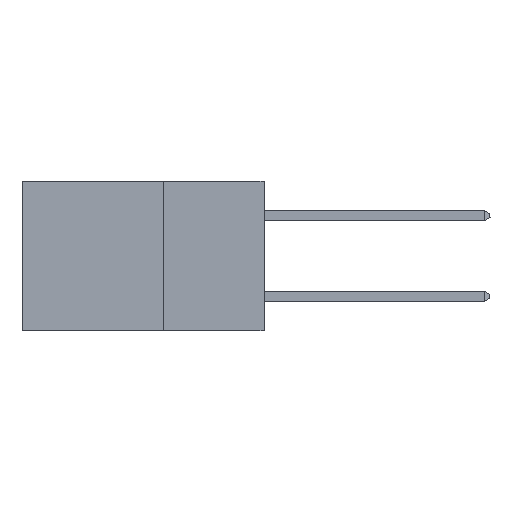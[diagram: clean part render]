
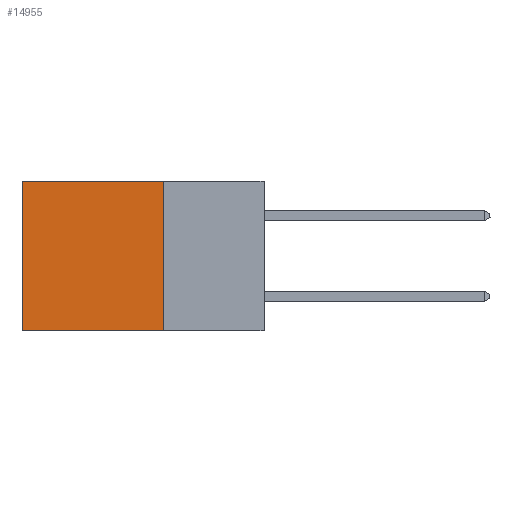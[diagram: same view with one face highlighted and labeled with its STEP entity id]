
A CAD part, left-side view. The second image highlights one B-rep face of the part: STEP entity #14955.
In plain terms, the highlighted planar face has unit normal (-1, 0, 0).
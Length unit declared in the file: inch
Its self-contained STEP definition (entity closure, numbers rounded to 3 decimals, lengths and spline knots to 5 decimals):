
#205 = VERTEX_POINT ( 'NONE', #7047 ) ;
#515 = ORIENTED_EDGE ( 'NONE', *, *, #6997, .F. ) ;
#737 = CARTESIAN_POINT ( 'NONE',  ( 0.298, 0.25, 0. ) ) ;
#891 = CARTESIAN_POINT ( 'NONE',  ( 0.298, 0.25, -0.37 ) ) ;
#1213 = DIRECTION ( 'NONE',  ( 0., 1., 0. ) ) ;
#1417 = CARTESIAN_POINT ( 'NONE',  ( 0.298, 0.25, 0. ) ) ;
#2873 = VERTEX_POINT ( 'NONE', #1417 ) ;
#3598 = LINE ( 'NONE', #6325, #11101 ) ;
#3869 = CARTESIAN_POINT ( 'NONE',  ( 0.298, 0.25, 0. ) ) ;
#5595 = ORIENTED_EDGE ( 'NONE', *, *, #21460, .T. ) ;
#6061 = DIRECTION ( 'NONE',  ( 0., 1., 0. ) ) ;
#6085 = EDGE_CURVE ( 'NONE', #2873, #13707, #20617, .T. ) ;
#6325 = CARTESIAN_POINT ( 'NONE',  ( 0.298, 0.25, -0.37 ) ) ;
#6492 = CARTESIAN_POINT ( 'NONE',  ( 0.298, 0.6, 0. ) ) ;
#6758 = CARTESIAN_POINT ( 'NONE',  ( 0.298, 0.6, 0. ) ) ;
#6767 = LINE ( 'NONE', #6492, #14274 ) ;
#6997 = EDGE_CURVE ( 'NONE', #13707, #205, #3598, .T. ) ;
#7047 = CARTESIAN_POINT ( 'NONE',  ( 0.298, 0.6, -0.37 ) ) ;
#7133 = VECTOR ( 'NONE', #17252, 39.37008 ) ;
#7261 = DIRECTION ( 'NONE',  ( 0., 0., -1. ) ) ;
#8069 = DIRECTION ( 'NONE',  ( 0., 0., -1. ) ) ;
#9761 = VERTEX_POINT ( 'NONE', #6758 ) ;
#10568 = ORIENTED_EDGE ( 'NONE', *, *, #6085, .F. ) ;
#10824 = EDGE_CURVE ( 'NONE', #2873, #9761, #21195, .T. ) ;
#11101 = VECTOR ( 'NONE', #1213, 39.37008 ) ;
#12129 = PLANE ( 'NONE',  #19037 ) ;
#13323 = FACE_OUTER_BOUND ( 'NONE', #19463, .T. ) ;
#13707 = VERTEX_POINT ( 'NONE', #891 ) ;
#14069 = DIRECTION ( 'NONE',  ( 1., 0., 0. ) ) ;
#14274 = VECTOR ( 'NONE', #8069, 39.37008 ) ;
#14955 = ADVANCED_FACE ( 'NONE', ( #13323 ), #12129, .F. ) ;
#17177 = VECTOR ( 'NONE', #6061, 39.37008 ) ;
#17252 = DIRECTION ( 'NONE',  ( 0., 0., -1. ) ) ;
#19037 = AXIS2_PLACEMENT_3D ( 'NONE', #3869, #14069, #7261 ) ;
#19220 = ORIENTED_EDGE ( 'NONE', *, *, #10824, .T. ) ;
#19463 = EDGE_LOOP ( 'NONE', ( #5595, #515, #10568, #19220 ) ) ;
#20487 = CARTESIAN_POINT ( 'NONE',  ( 0.298, 0.25, 0. ) ) ;
#20617 = LINE ( 'NONE', #20487, #7133 ) ;
#21195 = LINE ( 'NONE', #737, #17177 ) ;
#21460 = EDGE_CURVE ( 'NONE', #9761, #205, #6767, .T. ) ;
